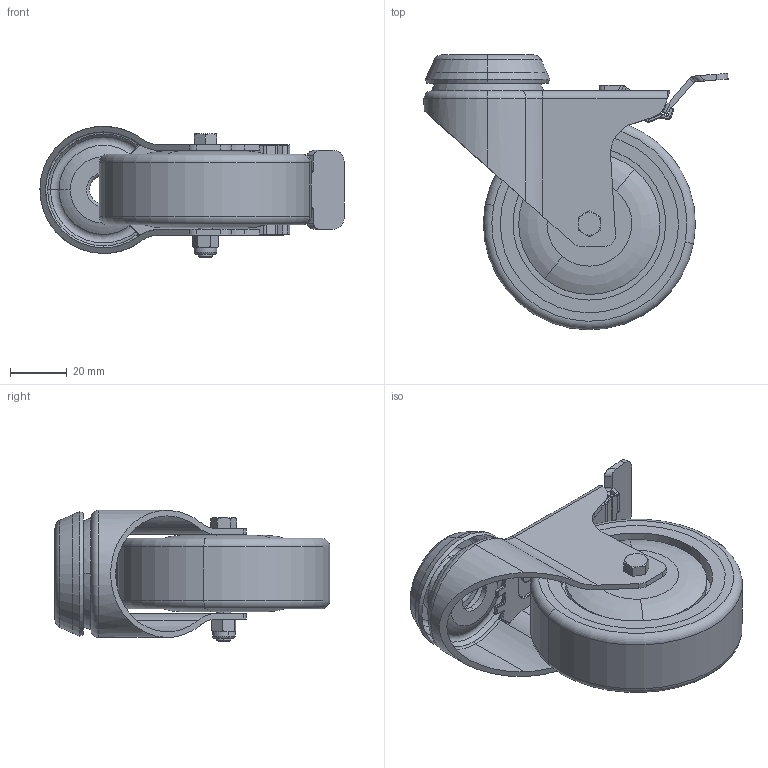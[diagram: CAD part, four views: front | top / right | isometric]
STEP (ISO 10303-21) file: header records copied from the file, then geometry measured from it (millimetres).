
FILE_DESCRIPTION (( 'STEP AP203' ), '1' );
FILE_NAME ('S3714B.STEP', '2020-02-21T01:20:39', ( '' ), ( '' ), 'SwSTEP 2.0', 'SolidWorks 2013', '' );
FILE_SCHEMA (( 'CONFIG_CONTROL_DESIGN' ));
Length unit declared in the file: millimetre
Products named in the file (1): S3714B
Bounding box: 107.54 x 97.5 x 46.5 mm (x, y, z)
Volume: 104760.7 mm3; surface area: 63594.6 mm2
Topology: 10 solids, 10 shells, 491 faces, 1167 edges, 702 vertices
Faces by surface type: cylinder 184, plane 159, torus 108, cone 38, bspline 2
Entity records: 14456 total; most frequent: CARTESIAN_POINT 3039, DIRECTION 2489, ORIENTED_EDGE 2334, EDGE_CURVE 1167, AXIS2_PLACEMENT_3D 988, VERTEX_POINT 702, EDGE_LOOP 525, LINE 513
